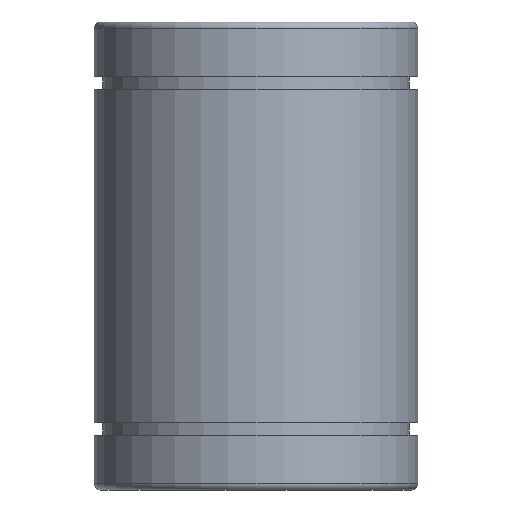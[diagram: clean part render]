
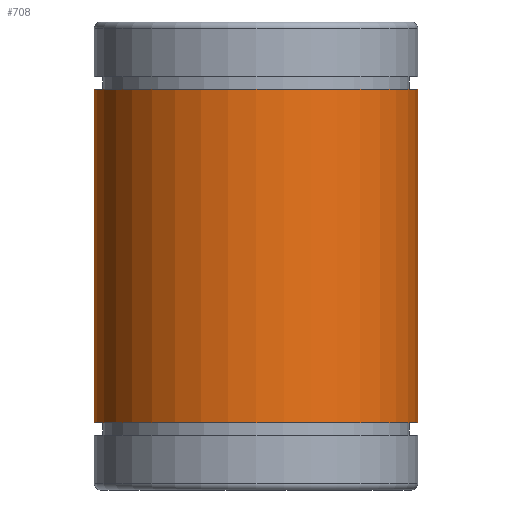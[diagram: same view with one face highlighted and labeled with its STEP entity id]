
A CAD part, left-side view. The second image highlights one B-rep face of the part: STEP entity #708.
In plain terms, the highlighted cylindrical face has radius 23.5 mm (diameter 47 mm), a partial arc.
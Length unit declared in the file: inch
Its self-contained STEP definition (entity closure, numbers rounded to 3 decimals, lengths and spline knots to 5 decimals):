
#32 = CARTESIAN_POINT ( 'NONE',  ( 0., 0.9252, 1.30217 ) ) ;
#67 = DIRECTION ( 'NONE',  ( 0., -1., 0. ) ) ;
#78 = AXIS2_PLACEMENT_3D ( 'NONE', #656, #344, #836 ) ;
#112 = DIRECTION ( 'NONE',  ( 0., 0., 1. ) ) ;
#115 = FACE_OUTER_BOUND ( 'NONE', #728, .T. ) ;
#189 = CIRCLE ( 'NONE', #778, 0.9252 ) ;
#210 = EDGE_CURVE ( 'NONE', #611, #247, #189, .T. ) ;
#220 = VECTOR ( 'NONE', #625, 39.37008 ) ;
#247 = VERTEX_POINT ( 'NONE', #765 ) ;
#250 = AXIS2_PLACEMENT_3D ( 'NONE', #283, #112, #67 ) ;
#276 = VERTEX_POINT ( 'NONE', #551 ) ;
#283 = CARTESIAN_POINT ( 'NONE',  ( 0., 0., -0.95276 ) ) ;
#309 = CARTESIAN_POINT ( 'NONE',  ( 0., -0.9252, 1.30217 ) ) ;
#314 = ORIENTED_EDGE ( 'NONE', *, *, #378, .F. ) ;
#340 = CYLINDRICAL_SURFACE ( 'NONE', #78, 0.9252 ) ;
#344 = DIRECTION ( 'NONE',  ( 0., 0., 1. ) ) ;
#372 = EDGE_CURVE ( 'NONE', #276, #683, #886, .T. ) ;
#378 = EDGE_CURVE ( 'NONE', #276, #611, #514, .T. ) ;
#457 = ORIENTED_EDGE ( 'NONE', *, *, #870, .T. ) ;
#476 = ORIENTED_EDGE ( 'NONE', *, *, #372, .T. ) ;
#496 = CARTESIAN_POINT ( 'NONE',  ( 0., 0., 0.95276 ) ) ;
#497 = VECTOR ( 'NONE', #629, 39.37008 ) ;
#514 = LINE ( 'NONE', #32, #497 ) ;
#551 = CARTESIAN_POINT ( 'NONE',  ( 0., 0.9252, -0.95276 ) ) ;
#611 = VERTEX_POINT ( 'NONE', #640 ) ;
#625 = DIRECTION ( 'NONE',  ( 0., 0., 1. ) ) ;
#629 = DIRECTION ( 'NONE',  ( 0., 0., 1. ) ) ;
#640 = CARTESIAN_POINT ( 'NONE',  ( 0., 0.9252, 0.95276 ) ) ;
#656 = CARTESIAN_POINT ( 'NONE',  ( 0., 0., 1.30217 ) ) ;
#683 = VERTEX_POINT ( 'NONE', #1000 ) ;
#708 = ADVANCED_FACE ( 'NONE', ( #115 ), #340, .T. ) ;
#728 = EDGE_LOOP ( 'NONE', ( #314, #476, #457, #1025 ) ) ;
#747 = DIRECTION ( 'NONE',  ( 0., 0., 1. ) ) ;
#765 = CARTESIAN_POINT ( 'NONE',  ( 0., -0.9252, 0.95276 ) ) ;
#778 = AXIS2_PLACEMENT_3D ( 'NONE', #496, #747, #810 ) ;
#810 = DIRECTION ( 'NONE',  ( 0., -1., 0. ) ) ;
#836 = DIRECTION ( 'NONE',  ( 0., -1., 0. ) ) ;
#870 = EDGE_CURVE ( 'NONE', #683, #247, #1008, .T. ) ;
#886 = CIRCLE ( 'NONE', #250, 0.9252 ) ;
#1000 = CARTESIAN_POINT ( 'NONE',  ( 0., -0.9252, -0.95276 ) ) ;
#1008 = LINE ( 'NONE', #309, #220 ) ;
#1025 = ORIENTED_EDGE ( 'NONE', *, *, #210, .F. ) ;
